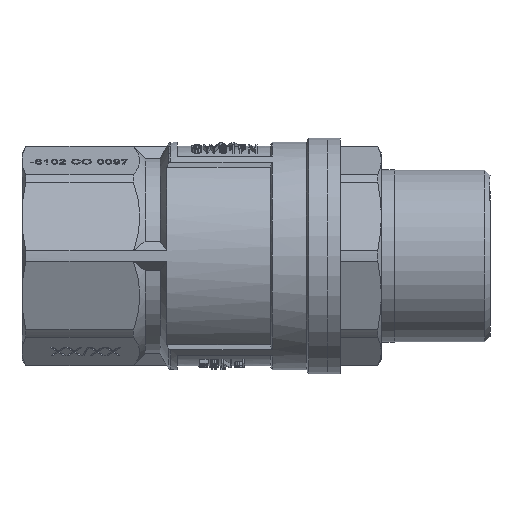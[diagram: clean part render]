
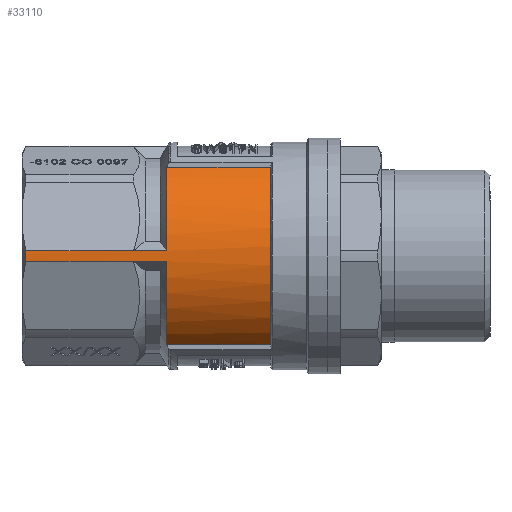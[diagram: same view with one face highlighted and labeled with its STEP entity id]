
A CAD part, front view. The second image highlights one B-rep face of the part: STEP entity #33110.
In plain terms, the highlighted cylindrical face has radius 21.25 mm (diameter 42.5 mm), a partial arc.
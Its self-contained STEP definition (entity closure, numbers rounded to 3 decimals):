
#958=CYLINDRICAL_SURFACE('',#47531,21.25);
#4551=LINE('',#67679,#8015);
#4554=LINE('',#67690,#8018);
#4556=LINE('',#67726,#8020);
#4567=LINE('',#67836,#8031);
#4568=LINE('',#67840,#8032);
#4569=LINE('',#67843,#8033);
#8015=VECTOR('',#56440,1000.);
#8018=VECTOR('',#56451,1000.);
#8020=VECTOR('',#56457,1000.);
#8031=VECTOR('',#56510,1000.);
#8032=VECTOR('',#56513,1000.);
#8033=VECTOR('',#56516,1000.);
#16605=ORIENTED_EDGE('',*,*,#22173,.T.);
#16606=ORIENTED_EDGE('',*,*,#22135,.F.);
#16607=ORIENTED_EDGE('',*,*,#22174,.T.);
#16608=ORIENTED_EDGE('',*,*,#22175,.T.);
#16609=ORIENTED_EDGE('',*,*,#22140,.F.);
#16610=ORIENTED_EDGE('',*,*,#22176,.T.);
#16611=ORIENTED_EDGE('',*,*,#22177,.T.);
#16612=ORIENTED_EDGE('',*,*,#22178,.F.);
#16613=ORIENTED_EDGE('',*,*,#22145,.F.);
#16614=ORIENTED_EDGE('',*,*,#22179,.T.);
#22135=EDGE_CURVE('',#29358,#29355,#4551,.T.);
#22140=EDGE_CURVE('',#29363,#29364,#4554,.T.);
#22145=EDGE_CURVE('',#29368,#29369,#4556,.T.);
#22173=EDGE_CURVE('',#29387,#29355,#4567,.T.);
#22174=EDGE_CURVE('',#29358,#29388,#22690,.T.);
#22175=EDGE_CURVE('',#29388,#29364,#4568,.T.);
#22176=EDGE_CURVE('',#29363,#29389,#22691,.T.);
#22177=EDGE_CURVE('',#29389,#29390,#4569,.T.);
#22178=EDGE_CURVE('',#29369,#29390,#22692,.T.);
#22179=EDGE_CURVE('',#29368,#29387,#22693,.T.);
#22690=CIRCLE('',#47532,21.25);
#22691=CIRCLE('',#47533,21.25);
#22692=CIRCLE('',#47534,21.25);
#22693=CIRCLE('',#47535,21.25);
#24531=EDGE_LOOP('',(#16605,#16606,#16607,#16608,#16609,#16610,#16611,#16612,
#16613,#16614));
#29355=VERTEX_POINT('',#67648);
#29358=VERTEX_POINT('',#67678);
#29363=VERTEX_POINT('',#67691);
#29364=VERTEX_POINT('',#67692);
#29368=VERTEX_POINT('',#67725);
#29369=VERTEX_POINT('',#67727);
#29387=VERTEX_POINT('',#67837);
#29388=VERTEX_POINT('',#67839);
#29389=VERTEX_POINT('',#67842);
#29390=VERTEX_POINT('',#67844);
#31292=FACE_BOUND('',#24531,.T.);
#33110=ADVANCED_FACE('',(#31292),#958,.T.);
#47531=AXIS2_PLACEMENT_3D('',#67835,#56508,#56509);
#47532=AXIS2_PLACEMENT_3D('',#67838,#56511,#56512);
#47533=AXIS2_PLACEMENT_3D('',#67841,#56514,#56515);
#47534=AXIS2_PLACEMENT_3D('',#67845,#56517,#56518);
#47535=AXIS2_PLACEMENT_3D('',#67846,#56519,#56520);
#56440=DIRECTION('',(1.,0.,0.));
#56451=DIRECTION('',(-1.,0.,0.));
#56457=DIRECTION('',(1.,0.,0.));
#56508=DIRECTION('',(1.,0.,0.));
#56509=DIRECTION('',(0.,-0.924,-0.383));
#56510=DIRECTION('',(-1.,0.,0.));
#56511=DIRECTION('',(1.,0.,0.));
#56512=DIRECTION('',(0.,-0.924,-0.383));
#56513=DIRECTION('',(1.,0.,0.));
#56514=DIRECTION('',(1.,0.,0.));
#56515=DIRECTION('',(0.,-1.,0.));
#56516=DIRECTION('',(1.,0.,0.));
#56517=DIRECTION('',(1.,0.,0.));
#56518=DIRECTION('',(0.,-1.,0.));
#56519=DIRECTION('',(1.,0.,0.));
#56520=DIRECTION('',(0.,-1.,0.));
#67648=CARTESIAN_POINT('',(-20.461,-21.226,1.02));
#67678=CARTESIAN_POINT('',(-41.278,-21.226,1.02));
#67679=CARTESIAN_POINT('',(-30.,-21.226,1.02));
#67690=CARTESIAN_POINT('',(-18.,-21.226,-1.02));
#67691=CARTESIAN_POINT('',(-14.001,-21.226,-1.02));
#67692=CARTESIAN_POINT('',(-20.461,-21.226,-1.02));
#67725=CARTESIAN_POINT('',(-14.001,-12.5,17.185));
#67726=CARTESIAN_POINT('',(-14.,-12.5,17.185));
#67727=CARTESIAN_POINT('',(6.,-12.5,17.185));
#67835=CARTESIAN_POINT('',(-14.,0.,0.));
#67836=CARTESIAN_POINT('',(-18.,-21.226,1.02));
#67837=CARTESIAN_POINT('',(-14.001,-21.226,1.02));
#67838=CARTESIAN_POINT('',(-41.278,0.,0.));
#67839=CARTESIAN_POINT('',(-41.278,-21.226,-1.02));
#67840=CARTESIAN_POINT('',(-30.,-21.226,-1.02));
#67841=CARTESIAN_POINT('',(-14.001,0.,0.));
#67842=CARTESIAN_POINT('',(-14.001,-12.5,-17.185));
#67843=CARTESIAN_POINT('',(-14.,-12.5,-17.185));
#67844=CARTESIAN_POINT('',(6.,-12.5,-17.185));
#67845=CARTESIAN_POINT('',(6.,0.,0.));
#67846=CARTESIAN_POINT('',(-14.001,0.,0.));
